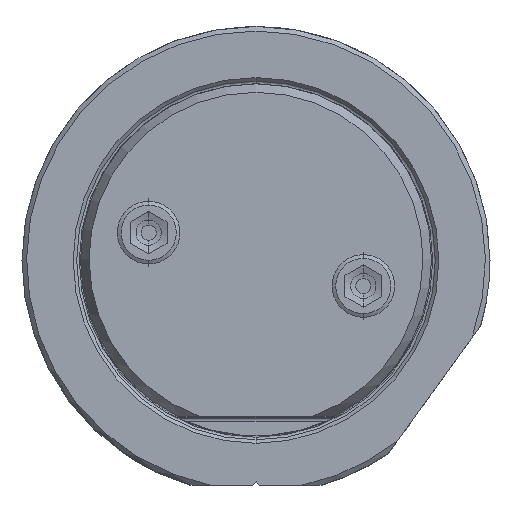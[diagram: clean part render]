
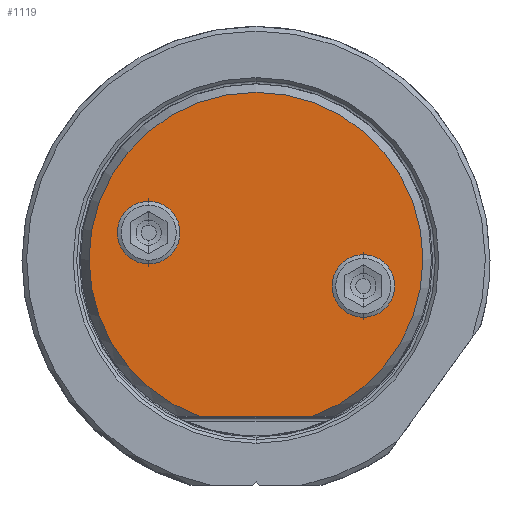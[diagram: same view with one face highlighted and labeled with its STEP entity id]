
A CAD part, top view. The second image highlights one B-rep face of the part: STEP entity #1119.
In plain terms, the highlighted planar face has unit normal (0, 0, 1).
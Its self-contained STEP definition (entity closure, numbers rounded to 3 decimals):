
#104=PLANE('',#6106);
#175=FACE_BOUND('',#1785,.T.);
#176=FACE_BOUND('',#1786,.T.);
#177=FACE_BOUND('',#1787,.T.);
#338=LINE('',#11946,#691);
#691=VECTOR('',#7138,1.);
#1119=ADVANCED_FACE('',(#175,#176,#177),#104,.T.);
#1785=EDGE_LOOP('',(#2956,#2957,#2958));
#1786=EDGE_LOOP('',(#2959,#2960));
#1787=EDGE_LOOP('',(#2961,#2962));
#2106=CIRCLE('',#6097,3.4);
#2108=CIRCLE('',#6100,3.4);
#2109=CIRCLE('',#6102,18.122);
#2110=CIRCLE('',#6103,18.122);
#2111=CIRCLE('',#6104,3.4);
#2112=CIRCLE('',#6105,3.4);
#2956=ORIENTED_EDGE('',*,*,#5043,.T.);
#2957=ORIENTED_EDGE('',*,*,#5044,.T.);
#2958=ORIENTED_EDGE('',*,*,#5045,.T.);
#2959=ORIENTED_EDGE('',*,*,#5039,.T.);
#2960=ORIENTED_EDGE('',*,*,#5042,.T.);
#2961=ORIENTED_EDGE('',*,*,#5046,.T.);
#2962=ORIENTED_EDGE('',*,*,#5047,.T.);
#4365=VERTEX_POINT('',#11935);
#4366=VERTEX_POINT('',#11937);
#4367=VERTEX_POINT('',#11944);
#4368=VERTEX_POINT('',#11945);
#4369=VERTEX_POINT('',#11947);
#4370=VERTEX_POINT('',#11950);
#4371=VERTEX_POINT('',#11951);
#5039=EDGE_CURVE('',#4366,#4365,#2106,.T.);
#5042=EDGE_CURVE('',#4365,#4366,#2108,.T.);
#5043=EDGE_CURVE('',#4367,#4368,#2109,.T.);
#5044=EDGE_CURVE('',#4368,#4369,#338,.T.);
#5045=EDGE_CURVE('',#4369,#4367,#2110,.T.);
#5046=EDGE_CURVE('',#4370,#4371,#2111,.T.);
#5047=EDGE_CURVE('',#4371,#4370,#2112,.T.);
#6097=AXIS2_PLACEMENT_3D('',#11936,#7125,#7126);
#6100=AXIS2_PLACEMENT_3D('',#11941,#7132,#7133);
#6102=AXIS2_PLACEMENT_3D('',#11943,#7136,#7137);
#6103=AXIS2_PLACEMENT_3D('',#11948,#7139,#7140);
#6104=AXIS2_PLACEMENT_3D('',#11949,#7141,#7142);
#6105=AXIS2_PLACEMENT_3D('',#11952,#7143,#7144);
#6106=AXIS2_PLACEMENT_3D('',#11953,#7145,#7146);
#7125=DIRECTION('',(0.,0.,-1.));
#7126=DIRECTION('',(1.,0.,0.));
#7132=DIRECTION('',(0.,0.,-1.));
#7133=DIRECTION('',(-1.,0.,0.));
#7136=DIRECTION('',(0.,0.,1.));
#7137=DIRECTION('',(0.,1.,0.));
#7138=DIRECTION('',(1.,0.,0.));
#7139=DIRECTION('',(0.,0.,1.));
#7140=DIRECTION('',(0.339,-0.941,0.));
#7141=DIRECTION('',(0.,0.,-1.));
#7142=DIRECTION('',(1.,0.,0.));
#7143=DIRECTION('',(0.,0.,-1.));
#7144=DIRECTION('',(-1.,0.,0.));
#7145=DIRECTION('',(0.,0.,1.));
#7146=DIRECTION('',(1.,0.,0.));
#11935=CARTESIAN_POINT('',(8.253,-2.895,69.85));
#11936=CARTESIAN_POINT('',(11.653,-2.895,69.85));
#11937=CARTESIAN_POINT('',(15.053,-2.895,69.85));
#11941=CARTESIAN_POINT('',(11.653,-2.895,69.85));
#11943=CARTESIAN_POINT('',(0.,0.,69.85));
#11944=CARTESIAN_POINT('',(0.,18.122,69.85));
#11945=CARTESIAN_POINT('',(-6.141,-17.05,69.85));
#11946=CARTESIAN_POINT('',(-6.141,-17.05,69.85));
#11947=CARTESIAN_POINT('',(6.141,-17.05,69.85));
#11948=CARTESIAN_POINT('',(0.,0.,69.85));
#11949=CARTESIAN_POINT('',(-11.653,2.895,69.85));
#11950=CARTESIAN_POINT('',(-8.253,2.895,69.85));
#11951=CARTESIAN_POINT('',(-15.053,2.895,69.85));
#11952=CARTESIAN_POINT('',(-11.653,2.895,69.85));
#11953=CARTESIAN_POINT('',(0.,0.537,69.85));
